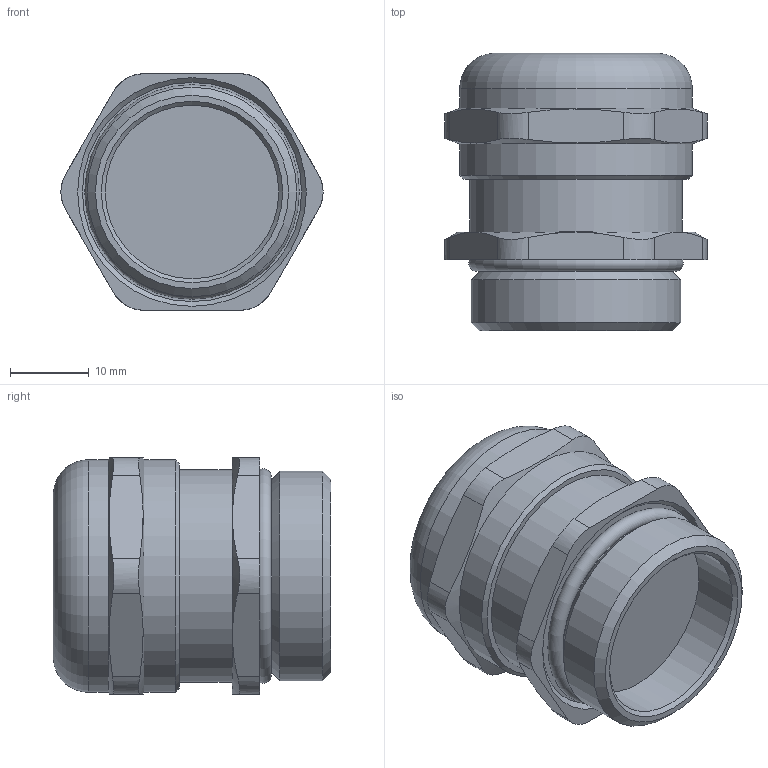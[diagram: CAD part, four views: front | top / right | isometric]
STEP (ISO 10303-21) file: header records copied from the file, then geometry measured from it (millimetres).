
FILE_DESCRIPTION(/* description */ ('zeta30183 NPT3(4 (13-18 мм)'),/* implementation_level */ '2;1');
FILE_NAME(/* name */ '',/* time_stamp */ '2025-07-02T10:05:18+07:00',/* author */ ('zeta-86'),/* organization */ (''),/* preprocessor_version */ 'ST-DEVELOPER v19.2',/* originating_system */ 'Autodesk Inventor 2024',/* authorisation */ '');
FILE_SCHEMA (('AUTOMOTIVE_DESIGN { 1 0 10303 214 3 1 1 }'));
Length unit declared in the file: millimetre
Products named in the file (1): zeta30183 NPT3(4 (13-18 мм)
Bounding box: 33.25 x 35.2 x 30 mm (x, y, z)
Volume: 19689.1 mm3; surface area: 5582.4 mm2
Topology: 1 solids, 1 shells, 56 faces, 136 edges, 88 vertices
Faces by surface type: plane 20, cylinder 20, cone 13, torus 3
Full cylindrical faces by diameter (mm): 18.5 x1, 22 x1, 24.5 x2, 26.568 x1, 27 x1, 29.5 x2
Entity records: 1810 total; most frequent: CARTESIAN_POINT 517, ORIENTED_EDGE 272, DIRECTION 253, EDGE_CURVE 136, AXIS2_PLACEMENT_3D 104, VERTEX_POINT 88, EDGE_LOOP 62, FACE_OUTER_BOUND 56
